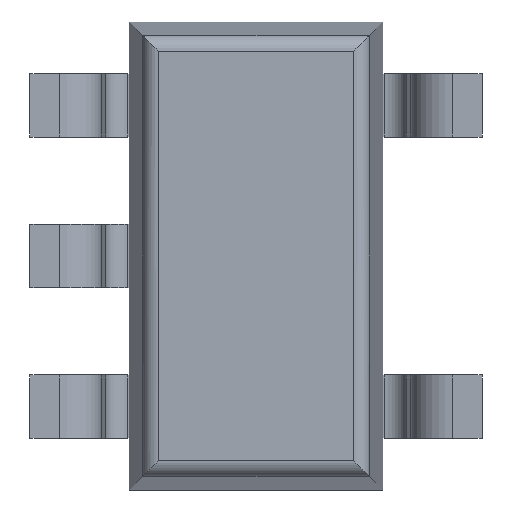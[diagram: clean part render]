
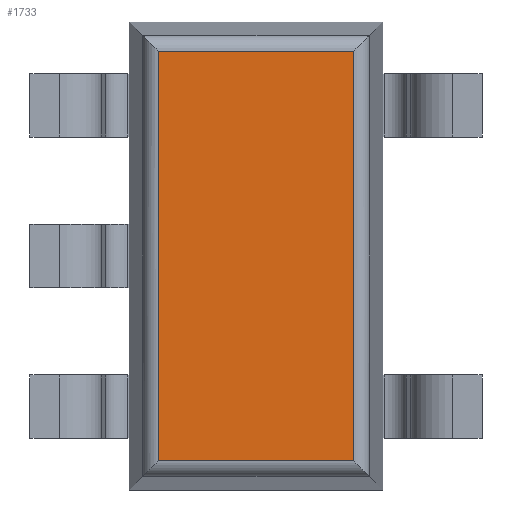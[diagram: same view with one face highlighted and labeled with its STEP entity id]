
A CAD part, front view. The second image highlights one B-rep face of the part: STEP entity #1733.
In plain terms, the highlighted planar face has unit normal (0, -1, 0).
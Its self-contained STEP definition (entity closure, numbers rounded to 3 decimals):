
#101 = CARTESIAN_POINT ( 'NONE',  ( -0.615, 0.1, 1.29 ) ) ;
#152 = VERTEX_POINT ( 'NONE', #101 ) ;
#297 = CARTESIAN_POINT ( 'NONE',  ( 0.615, 0.1, -1.29 ) ) ;
#304 = DIRECTION ( 'NONE',  ( -1., 0., 0. ) ) ;
#444 = EDGE_CURVE ( 'NONE', #1138, #1059, #1430, .T. ) ;
#482 = VECTOR ( 'NONE', #974, 1000. ) ;
#490 = CARTESIAN_POINT ( 'NONE',  ( -0.615, 0.1, -1.378 ) ) ;
#598 = DIRECTION ( 'NONE',  ( 0., 0., -1. ) ) ;
#607 = ORIENTED_EDGE ( 'NONE', *, *, #1370, .T. ) ;
#661 = DIRECTION ( 'NONE',  ( 1., 0., 0. ) ) ;
#800 = ORIENTED_EDGE ( 'NONE', *, *, #444, .T. ) ;
#801 = LINE ( 'NONE', #1274, #1791 ) ;
#831 = DIRECTION ( 'NONE',  ( 0., -1., 0. ) ) ;
#850 = VERTEX_POINT ( 'NONE', #2692 ) ;
#959 = CARTESIAN_POINT ( 'NONE',  ( -0.615, 0.1, -1.29 ) ) ;
#974 = DIRECTION ( 'NONE',  ( 0., 0., 1. ) ) ;
#1014 = ORIENTED_EDGE ( 'NONE', *, *, #1920, .T. ) ;
#1023 = CARTESIAN_POINT ( 'NONE',  ( 0.615, 0.1, 1.378 ) ) ;
#1059 = VERTEX_POINT ( 'NONE', #297 ) ;
#1138 = VERTEX_POINT ( 'NONE', #959 ) ;
#1161 = EDGE_CURVE ( 'NONE', #1059, #850, #2360, .T. ) ;
#1274 = CARTESIAN_POINT ( 'NONE',  ( -0.703, 0.1, 1.29 ) ) ;
#1365 = VECTOR ( 'NONE', #661, 1000. ) ;
#1370 = EDGE_CURVE ( 'NONE', #152, #1138, #1593, .T. ) ;
#1430 = LINE ( 'NONE', #2346, #1365 ) ;
#1593 = LINE ( 'NONE', #490, #2444 ) ;
#1733 = ADVANCED_FACE ( 'NONE', ( #2564 ), #2765, .T. ) ;
#1791 = VECTOR ( 'NONE', #304, 1000. ) ;
#1828 = ORIENTED_EDGE ( 'NONE', *, *, #1161, .T. ) ;
#1920 = EDGE_CURVE ( 'NONE', #850, #152, #801, .T. ) ;
#2012 = DIRECTION ( 'NONE',  ( 0., 0., -1. ) ) ;
#2037 = CARTESIAN_POINT ( 'NONE',  ( 0., 0.1, 0. ) ) ;
#2213 = EDGE_LOOP ( 'NONE', ( #1014, #607, #800, #1828 ) ) ;
#2346 = CARTESIAN_POINT ( 'NONE',  ( 0.703, 0.1, -1.29 ) ) ;
#2360 = LINE ( 'NONE', #1023, #482 ) ;
#2374 = AXIS2_PLACEMENT_3D ( 'NONE', #2037, #831, #598 ) ;
#2444 = VECTOR ( 'NONE', #2012, 1000. ) ;
#2564 = FACE_OUTER_BOUND ( 'NONE', #2213, .T. ) ;
#2692 = CARTESIAN_POINT ( 'NONE',  ( 0.615, 0.1, 1.29 ) ) ;
#2765 = PLANE ( 'NONE',  #2374 ) ;
